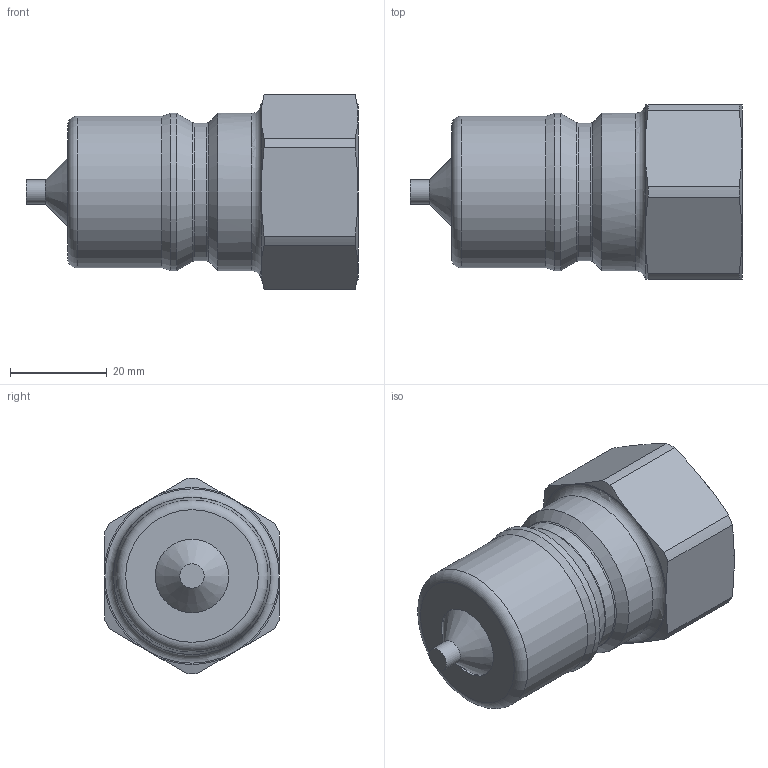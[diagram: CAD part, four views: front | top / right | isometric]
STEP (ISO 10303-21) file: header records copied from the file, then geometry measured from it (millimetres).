
FILE_DESCRIPTION((''),'2;1');
FILE_NAME('75sbiw26dpx.stp','2014-06-17T13:17:47',('IA176480'),(''),'Autodesk Inventor 2013','Autodesk Inventor 2013','');
FILE_SCHEMA(('AUTOMOTIVE_DESIGN { 1 0 10303 214 1 1 1 1 }'));
Length unit declared in the file: millimetre
Products named in the file (1): D107368
Bounding box: 68.6 x 36 x 40.34 mm (x, y, z)
Volume: 41149 mm3; surface area: 12297.7 mm2
Topology: 1 solids, 2 shells, 70 faces, 148 edges, 86 vertices
Faces by surface type: plane 26, cone 21, cylinder 19, torus 4
Full cylindrical faces by diameter (mm): 5 x1, 10 x1, 10.7 x1, 15.2 x1, 16.8 x2, 17 x1, 24 x1, 24.117 x1, 28.5 x1, 31.4 x1, 32.5 x2
Entity records: 1718 total; most frequent: CARTESIAN_POINT 375, DIRECTION 290, ORIENTED_EDGE 232, AXIS2_PLACEMENT_3D 133, EDGE_CURVE 116, EDGE_LOOP 102, VERTEX_POINT 80, FACE_OUTER_BOUND 70
